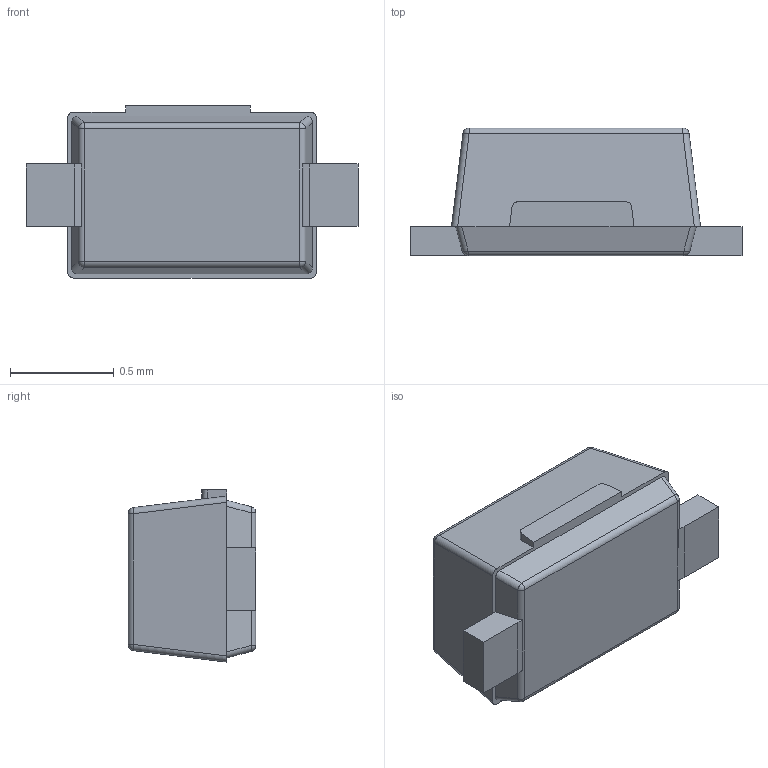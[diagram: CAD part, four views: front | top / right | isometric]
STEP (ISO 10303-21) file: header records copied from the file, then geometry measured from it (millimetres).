
FILE_DESCRIPTION (( '3D model for products with SOD523 package' ), '1' );
FILE_NAME ('SOD523.step', '2018-08-29T08:43:44', ( 'Nexperia' ), ( 'Nexperia' ), 'SwSTEP 2.0', '', '' );
FILE_SCHEMA (( 'AUTOMOTIVE_DESIGN' ));
Length unit declared in the file: millimetre
Products named in the file (4): SOD523 step; SOD523 Upper body; SOD523 Lower body; SOD523 Lead
Assembly tree (3 placements, depth 2):
  SOD523 step
    SOD523 Lead
    SOD523 Lower body
    SOD523 Upper body
Bounding box: 1.6 x 0.61 x 0.83 mm (x, y, z)
Volume: 0.5 mm3; surface area: 7.2 mm2
Topology: 4 solids, 4 shells, 122 faces, 311 edges, 194 vertices
Faces by surface type: plane 73, cylinder 41, sphere 8
Entity records: 3864 total; most frequent: CARTESIAN_POINT 655, DIRECTION 625, ORIENTED_EDGE 606, EDGE_CURVE 303, LINE 217, VECTOR 217, AXIS2_PLACEMENT_3D 204, VERTEX_POINT 194
